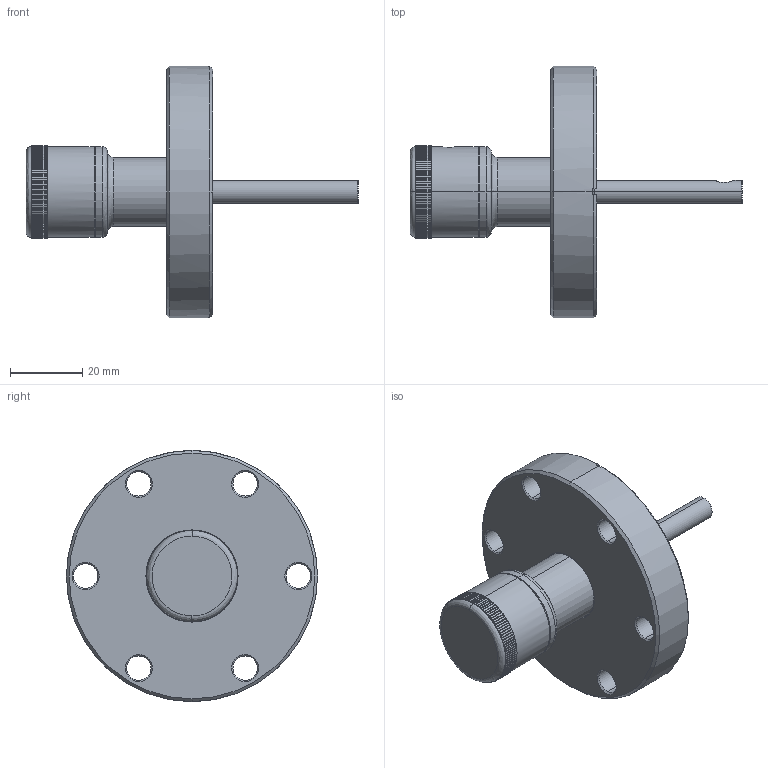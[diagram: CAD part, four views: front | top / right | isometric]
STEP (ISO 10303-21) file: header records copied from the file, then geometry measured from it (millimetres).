
FILE_DESCRIPTION (( 'STEP AP203' ), '1' );
FILE_NAME ('113205.stp', '2018-04-19T16:45:14', ( '' ), ( '' ), 'SwSTEP 2.0', 'SolidWorks 2012', '' );
FILE_SCHEMA (( 'CONFIG_CONTROL_DESIGN' ));
Length unit declared in the file: centimetre
Products named in the file (1): 113205
Bounding box: 91.64 x 69.34 x 69.34 mm (x, y, z)
Volume: 59693.4 mm3; surface area: 15736.4 mm2
Topology: 1 solids, 1 shells, 677 faces, 1516 edges, 847 vertices
Faces by surface type: plane 476, cylinder 151, cone 42, bspline 8
Entity records: 19137 total; most frequent: CARTESIAN_POINT 3839, DIRECTION 3420, ORIENTED_EDGE 3028, EDGE_CURVE 1514, AXIS2_PLACEMENT_3D 1264, LINE 892, VECTOR 892, VERTEX_POINT 847
